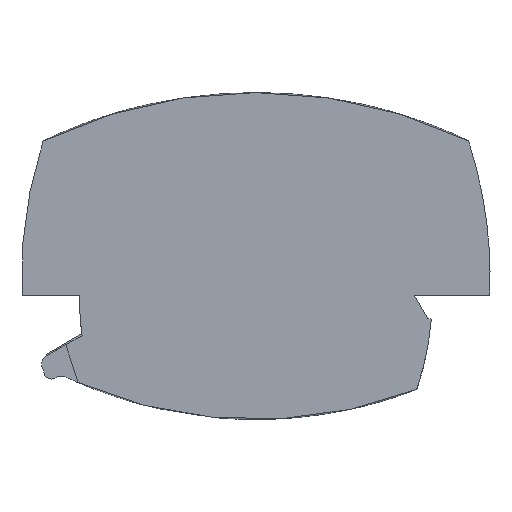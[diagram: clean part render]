
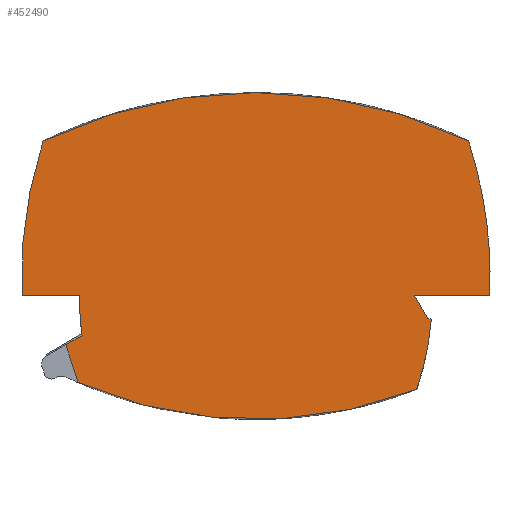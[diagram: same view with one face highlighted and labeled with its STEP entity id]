
A CAD part, left-side view. The second image highlights one B-rep face of the part: STEP entity #452490.
In plain terms, the highlighted face is planar.
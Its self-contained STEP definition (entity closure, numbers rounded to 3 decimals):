
#1820=CARTESIAN_POINT('',(55.181,16.316,
0.093));
#1830=VERTEX_POINT('',#1820);
#1860=CARTESIAN_POINT('',(7.887,0.092,
0.093));
#1870=DIRECTION('',(0.,0.,-1.));
#1880=DIRECTION('',(-0.707,-0.707,
0.));
#1890=AXIS2_PLACEMENT_3D('',#1860,#1870,#1880);
#1900=CIRCLE('',#1890,50.);
#1910=CARTESIAN_POINT('',(57.717,4.2,
0.093));
#1920=VERTEX_POINT('',#1910);
#1930=EDGE_CURVE('',#1830,#1920,#1900,.T.);
#9910=CARTESIAN_POINT('',(-8.135,-3.166,
0.093));
#9920=DIRECTION('',(0.,0.,-1.));
#9930=DIRECTION('',(0.707,0.707,
0.));
#9940=AXIS2_PLACEMENT_3D('',#9910,#9920,#9930);
#9950=CIRCLE('',#9940,76.);
#9960=CARTESIAN_POINT('',(67.333,-12.144,
0.093));
#9970=VERTEX_POINT('',#9960);
#9980=CARTESIAN_POINT('',(64.15,-26.639,
0.093));
#9990=VERTEX_POINT('',#9980);
#10000=EDGE_CURVE('',#9970,#9990,#9950,.T.);
#451330=CARTESIAN_POINT('',(31.766,-8.,
0.093));
#451340=DIRECTION('',(0.,0.,-1.));
#451350=DIRECTION('',(0.989,-0.149,
0.));
#451360=AXIS2_PLACEMENT_3D('',#451330,#451340,#451350);
#451370=PLANE('',#451360);
#451380=CARTESIAN_POINT('',(62.908,-3.166,
0.093));
#451390=DIRECTION('',(0.,0.,-1.));
#451400=DIRECTION('',(-0.707,-0.707,
0.));
#451410=AXIS2_PLACEMENT_3D('',#451380,#451390,#451400);
#451420=CIRCLE('',#451410,76.);
#451430=CARTESIAN_POINT('',(-9.377,-26.639,
0.093));
#451440=VERTEX_POINT('',#451430);
#451450=CARTESIAN_POINT('',(-13.027,0.,
0.093));
#451460=VERTEX_POINT('',#451450);
#451470=EDGE_CURVE('',#451440,#451460,#451420,.T.);
#451480=ORIENTED_EDGE('',*,*,#451470,.T.);
#451490=CARTESIAN_POINT('',(27.386,50.,
0.093));
#451500=DIRECTION('',(0.,0.,-1.));
#451510=DIRECTION('',(0.707,0.707,
0.));
#451520=AXIS2_PLACEMENT_3D('',#451490,#451500,#451510);
#451530=CIRCLE('',#451520,85.);
#451540=CARTESIAN_POINT('',(27.393,-35.,
0.093));
#451550=VERTEX_POINT('',#451540);
#451560=EDGE_CURVE('',#451550,#451440,#451530,.T.);
#451570=ORIENTED_EDGE('',*,*,#451560,.T.);
#451580=CARTESIAN_POINT('',(27.386,50.,
0.093));
#451590=DIRECTION('',(0.,0.,-1.));
#451600=DIRECTION('',(0.,1.,0.));
#451610=AXIS2_PLACEMENT_3D('',#451580,#451590,#451600);
#451620=CIRCLE('',#451610,85.);
#451630=CARTESIAN_POINT('',(27.397,-35.,
0.093));
#451640=VERTEX_POINT('',#451630);
#451650=EDGE_CURVE('',#451640,#451550,#451620,.T.);
#451660=ORIENTED_EDGE('',*,*,#451650,.T.);
#451670=CARTESIAN_POINT('',(27.386,50.,
0.093));
#451680=DIRECTION('',(0.,0.,-1.));
#451690=DIRECTION('',(0.707,0.707,
0.));
#451700=AXIS2_PLACEMENT_3D('',#451670,#451680,#451690);
#451710=CIRCLE('',#451700,85.);
#451720=EDGE_CURVE('',#9990,#451640,#451710,.T.);
#451730=ORIENTED_EDGE('',*,*,#451720,.T.);
#451740=ORIENTED_EDGE('',*,*,#10000,.T.);
#451750=CARTESIAN_POINT('',(-8.135,-3.166,
0.093));
#451760=DIRECTION('',(0.,0.,-1.));
#451770=DIRECTION('',(-0.707,-0.707,
0.));
#451780=AXIS2_PLACEMENT_3D('',#451750,#451760,#451770);
#451790=CIRCLE('',#451780,76.);
#451800=CARTESIAN_POINT('',(67.799,0.,
0.093));
#451810=VERTEX_POINT('',#451800);
#451820=EDGE_CURVE('',#451810,#9970,#451790,.T.);
#451830=ORIENTED_EDGE('',*,*,#451820,.T.);
#451840=CARTESIAN_POINT('',(-9.614,0.,
0.093));
#451850=DIRECTION('',(1.,0.,0.));
#451860=VECTOR('',#451850,1.);
#451870=LINE('',#451840,#451860);
#451880=CARTESIAN_POINT('',(54.793,0.,
0.093));
#451890=VERTEX_POINT('',#451880);
#451900=EDGE_CURVE('',#451890,#451810,#451870,.T.);
#451910=ORIENTED_EDGE('',*,*,#451900,.T.);
#451920=CARTESIAN_POINT('',(31.219,-40.832,
0.093));
#451930=DIRECTION('',(0.5,0.866,
0.));
#451940=VECTOR('',#451930,1.);
#451950=LINE('',#451920,#451940);
#451960=CARTESIAN_POINT('',(57.107,4.008,
0.093));
#451970=VERTEX_POINT('',#451960);
#451980=EDGE_CURVE('',#451890,#451970,#451950,.T.);
#451990=ORIENTED_EDGE('',*,*,#451980,.F.);
#452000=CARTESIAN_POINT('',(3.316,-12.93,
0.093));
#452010=DIRECTION('',(-0.954,-0.3,
0.));
#452020=VECTOR('',#452010,1.);
#452030=LINE('',#452000,#452020);
#452040=EDGE_CURVE('',#1920,#451970,#452030,.T.);
#452050=ORIENTED_EDGE('',*,*,#452040,.T.);
#452060=ORIENTED_EDGE('',*,*,#1930,.T.);
#452070=CARTESIAN_POINT('',(27.386,-55.6,
0.093));
#452080=DIRECTION('',(0.,0.,-1.));
#452090=DIRECTION('',(-0.707,-0.707,
0.));
#452100=AXIS2_PLACEMENT_3D('',#452070,#452080,#452090);
#452110=CIRCLE('',#452100,77.1);
#452120=CARTESIAN_POINT('',(-3.306,15.128,
0.093));
#452130=VERTEX_POINT('',#452120);
#452140=EDGE_CURVE('',#452130,#1830,#452110,.T.);
#452150=ORIENTED_EDGE('',*,*,#452140,.T.);
#452160=CARTESIAN_POINT('',(-8.593,-1.021,
0.093));
#452170=DIRECTION('',(-0.311,-0.95,
0.));
#452180=VECTOR('',#452170,1.);
#452190=LINE('',#452160,#452180);
#452200=CARTESIAN_POINT('',(-5.443,8.601,
0.093));
#452210=VERTEX_POINT('',#452200);
#452220=EDGE_CURVE('',#452130,#452210,#452190,.T.);
#452230=ORIENTED_EDGE('',*,*,#452220,.F.);
#452240=CARTESIAN_POINT('',(62.558,-30.66,
0.093));
#452250=DIRECTION('',(-0.866,0.5,
0.));
#452260=VECTOR('',#452250,1.);
#452270=LINE('',#452240,#452260);
#452280=CARTESIAN_POINT('',(-2.637,6.981,
0.093));
#452290=VERTEX_POINT('',#452280);
#452300=EDGE_CURVE('',#452290,#452210,#452270,.T.);
#452310=ORIENTED_EDGE('',*,*,#452300,.T.);
#452320=CARTESIAN_POINT('',(46.886,0.092,
0.093));
#452330=DIRECTION('',(0.,0.,-1.));
#452340=DIRECTION('',(-0.707,-0.707,
0.));
#452350=AXIS2_PLACEMENT_3D('',#452320,#452330,#452340);
#452360=CIRCLE('',#452350,50.);
#452370=CARTESIAN_POINT('',(-3.114,0.,
0.093));
#452380=VERTEX_POINT('',#452370);
#452390=EDGE_CURVE('',#452380,#452290,#452360,.T.);
#452400=ORIENTED_EDGE('',*,*,#452390,.T.);
#452410=CARTESIAN_POINT('',(-9.614,0.,
0.093));
#452420=DIRECTION('',(1.,0.,0.));
#452430=VECTOR('',#452420,1.);
#452440=LINE('',#452410,#452430);
#452450=EDGE_CURVE('',#451460,#452380,#452440,.T.);
#452460=ORIENTED_EDGE('',*,*,#452450,.T.);
#452470=EDGE_LOOP('',(#452460,#452400,#452310,#452230,#452150,#452060,
#452050,#451990,#451910,#451830,#451740,#451730,#451660,#451570,#451480)
);
#452480=FACE_OUTER_BOUND('',#452470,.T.);
#452490=ADVANCED_FACE('',(#452480),#451370,.T.);
